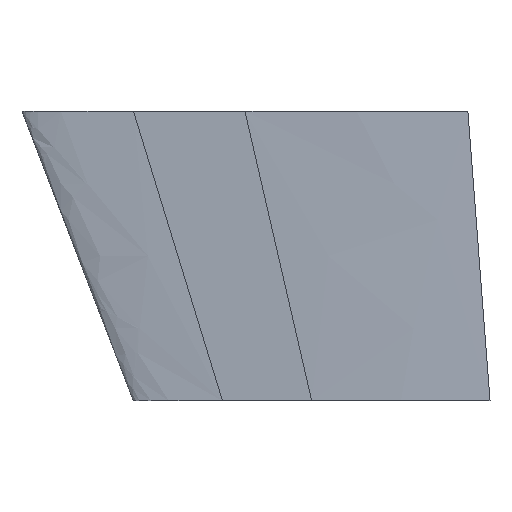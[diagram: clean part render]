
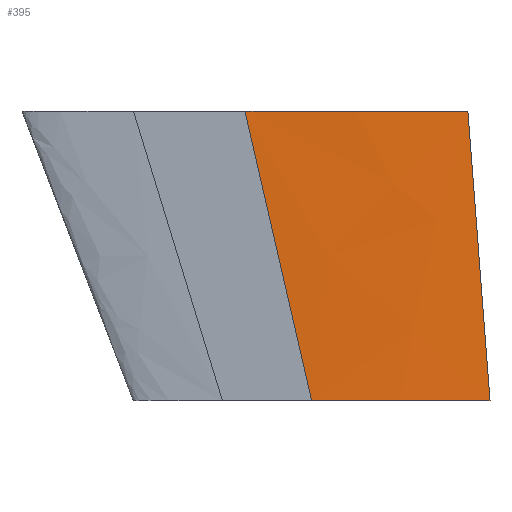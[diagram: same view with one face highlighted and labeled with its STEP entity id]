
A CAD part, front view. The second image highlights one B-rep face of the part: STEP entity #395.
In plain terms, the highlighted free-form (B-spline) face has degree [2, 1] with [3, 2] control points.
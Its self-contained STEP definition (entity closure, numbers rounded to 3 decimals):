
#2 = FACE_OUTER_BOUND ( 'NONE', #68, .T. ) ;
#10 = VERTEX_POINT ( 'NONE', #15 ) ;
#15 = CARTESIAN_POINT ( 'NONE',  ( 41.694, 2., 36.111 ) ) ;
#18 = ORIENTED_EDGE ( 'NONE', *, *, #348, .T. ) ;
#23 = EDGE_CURVE ( 'NONE', #297, #10, #356, .T. ) ;
#28 = DIRECTION ( 'NONE',  ( 0.076, 0., -0.997 ) ) ;
#29 = VECTOR ( 'NONE', #368, 1000. ) ;
#48 = CARTESIAN_POINT ( 'NONE',  ( -8.306, 0., 36.111 ) ) ;
#51 = CARTESIAN_POINT ( 'NONE',  ( 26.708, 0., -28.889 ) ) ;
#68 = EDGE_LOOP ( 'NONE', ( #181, #201, #18, #393 ) ) ;
#78 = EDGE_CURVE ( 'NONE', #10, #144, #92, .T. ) ;
#92 = LINE ( 'NONE', #345, #376 ) ;
#100 = CARTESIAN_POINT ( 'NONE',  ( -8.306, 0., 36.111 ) ) ;
#135 = CARTESIAN_POINT ( 'NONE',  ( 6.645, 0., -28.889 ) ) ;
#141 = VERTEX_POINT ( 'NONE', #135 ) ;
#144 = VERTEX_POINT ( 'NONE', #401 ) ;
#145 = B_SPLINE_SURFACE_WITH_KNOTS ( 'NONE', 2, 1, ( 
 ( #100, #315 ),
 ( #349, #322 ),
 ( #380, #284 ) ),
 .UNSPECIFIED., .F., .F., .F.,
 ( 3, 3 ),
 ( 2, 2 ),
 ( 0., 1. ),
 ( 0., 1. ),
 .UNSPECIFIED. ) ;
#181 = ORIENTED_EDGE ( 'NONE', *, *, #23, .F. ) ;
#201 = ORIENTED_EDGE ( 'NONE', *, *, #202, .T. ) ;
#202 = EDGE_CURVE ( 'NONE', #297, #141, #219, .T. ) ;
#218 = CARTESIAN_POINT ( 'NONE',  ( 41.694, 2., 36.111 ) ) ;
#219 = LINE ( 'NONE', #48, #29 ) ;
#251 = CARTESIAN_POINT ( 'NONE',  ( 46.645, 2., -28.889 ) ) ;
#279 = CARTESIAN_POINT ( 'NONE',  ( -8.306, 0., 36.111 ) ) ;
#280 = CARTESIAN_POINT ( 'NONE',  ( -8.306, 0., 36.111 ) ) ;
#284 = CARTESIAN_POINT ( 'NONE',  ( 46.645, 2., -28.889 ) ) ;
#297 = VERTEX_POINT ( 'NONE', #280 ) ;
#311 = CARTESIAN_POINT ( 'NONE',  ( 6.645, 0., -28.889 ) ) ;
#315 = CARTESIAN_POINT ( 'NONE',  ( 6.645, 0., -28.889 ) ) ;
#316 = CARTESIAN_POINT ( 'NONE',  ( 16.75, 0., 36.111 ) ) ;
#322 = CARTESIAN_POINT ( 'NONE',  ( 26.708, 0., -28.889 ) ) ;
#345 = CARTESIAN_POINT ( 'NONE',  ( 44.169, 2., 3.611 ) ) ;
#348 = EDGE_CURVE ( 'NONE', #141, #144, #394, .T. ) ;
#349 = CARTESIAN_POINT ( 'NONE',  ( 16.75, 0., 36.111 ) ) ;
#356 = B_SPLINE_CURVE_WITH_KNOTS ( 'NONE', 2,
 ( #279, #316, #218 ),
 .UNSPECIFIED., .F., .F.,
 ( 3, 3 ),
 ( 0., 1. ),
 .UNSPECIFIED. ) ;
#368 = DIRECTION ( 'NONE',  ( 0.224, 0., -0.975 ) ) ;
#376 = VECTOR ( 'NONE', #28, 1000. ) ;
#380 = CARTESIAN_POINT ( 'NONE',  ( 41.694, 2., 36.111 ) ) ;
#393 = ORIENTED_EDGE ( 'NONE', *, *, #78, .F. ) ;
#394 = B_SPLINE_CURVE_WITH_KNOTS ( 'NONE', 2,
 ( #311, #51, #251 ),
 .UNSPECIFIED., .F., .F.,
 ( 3, 3 ),
 ( 0., 1. ),
 .UNSPECIFIED. ) ;
#395 = ADVANCED_FACE ( 'NONE', ( #2 ), #145, .F. ) ;
#401 = CARTESIAN_POINT ( 'NONE',  ( 46.645, 2., -28.889 ) ) ;
